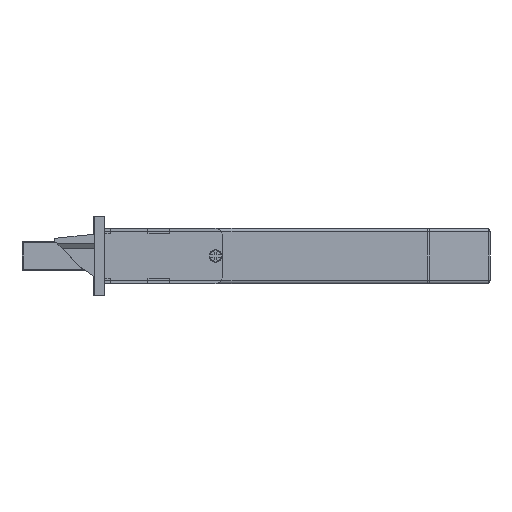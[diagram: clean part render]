
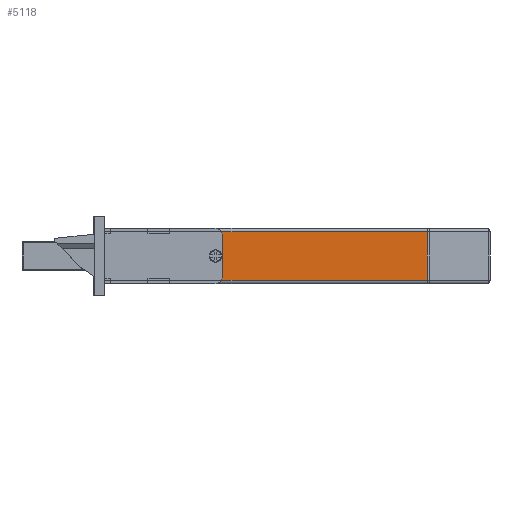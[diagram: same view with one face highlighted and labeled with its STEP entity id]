
A CAD part, front view. The second image highlights one B-rep face of the part: STEP entity #5118.
In plain terms, the highlighted planar face has unit normal (0, -1, 0).
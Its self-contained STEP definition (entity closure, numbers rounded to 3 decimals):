
#15 = EDGE_CURVE ( 'NONE', #6253, #1070, #5638, .T. ) ;
#228 = DIRECTION ( 'NONE',  ( 0., 0., 1. ) ) ;
#317 = FACE_BOUND ( 'NONE', #2323, .T. ) ;
#369 = DIRECTION ( 'NONE',  ( 1., 0., 0. ) ) ;
#617 = VECTOR ( 'NONE', #6632, 1000. ) ;
#931 = AXIS2_PLACEMENT_3D ( 'NONE', #6932, #10097, #4411 ) ;
#972 = ORIENTED_EDGE ( 'NONE', *, *, #7266, .T. ) ;
#987 = DIRECTION ( 'NONE',  ( 0., 0., -1. ) ) ;
#1070 = VERTEX_POINT ( 'NONE', #5772 ) ;
#1185 = CARTESIAN_POINT ( 'NONE',  ( 14., -14.7, -1.75 ) ) ;
#1453 = CARTESIAN_POINT ( 'NONE',  ( 44.75, -14.7, 7.75 ) ) ;
#1656 = LINE ( 'NONE', #9711, #4099 ) ;
#1724 = VERTEX_POINT ( 'NONE', #6197 ) ;
#2108 = AXIS2_PLACEMENT_3D ( 'NONE', #1185, #8214, #369 ) ;
#2121 = PLANE ( 'NONE',  #2108 ) ;
#2323 = EDGE_LOOP ( 'NONE', ( #3658, #4924 ) ) ;
#2430 = VECTOR ( 'NONE', #228, 1000. ) ;
#2823 = CARTESIAN_POINT ( 'NONE',  ( 104., -14.7, -0.75 ) ) ;
#3163 = CARTESIAN_POINT ( 'NONE',  ( 14., -14.7, 12.75 ) ) ;
#3338 = CARTESIAN_POINT ( 'NONE',  ( 103.586, -14.7, -1.75 ) ) ;
#3658 = ORIENTED_EDGE ( 'NONE', *, *, #4981, .F. ) ;
#4099 = VECTOR ( 'NONE', #9604, 1000. ) ;
#4112 = LINE ( 'NONE', #3338, #2430 ) ;
#4411 = DIRECTION ( 'NONE',  ( 0., 0., -1. ) ) ;
#4477 = ORIENTED_EDGE ( 'NONE', *, *, #15, .T. ) ;
#4876 = CARTESIAN_POINT ( 'NONE',  ( 103.586, -14.7, 12.75 ) ) ;
#4924 = ORIENTED_EDGE ( 'NONE', *, *, #6576, .F. ) ;
#4981 = EDGE_CURVE ( 'NONE', #6151, #6638, #6554, .T. ) ;
#5039 = ORIENTED_EDGE ( 'NONE', *, *, #5514, .F. ) ;
#5118 = ADVANCED_FACE ( 'NONE', ( #317, #5855 ), #2121, .T. ) ;
#5514 = EDGE_CURVE ( 'NONE', #7350, #1070, #1656, .T. ) ;
#5638 = LINE ( 'NONE', #3163, #7308 ) ;
#5701 = DIRECTION ( 'NONE',  ( 0., -1., 0. ) ) ;
#5772 = CARTESIAN_POINT ( 'NONE',  ( 14., -14.7, 12.75 ) ) ;
#5855 = FACE_OUTER_BOUND ( 'NONE', #6850, .T. ) ;
#6151 = VERTEX_POINT ( 'NONE', #8393 ) ;
#6197 = CARTESIAN_POINT ( 'NONE',  ( 103.586, -14.7, -0.75 ) ) ;
#6253 = VERTEX_POINT ( 'NONE', #4876 ) ;
#6400 = DIRECTION ( 'NONE',  ( -1., 0., 0. ) ) ;
#6425 = EDGE_CURVE ( 'NONE', #7350, #1724, #8128, .T. ) ;
#6554 = CIRCLE ( 'NONE', #7867, 1.75 ) ;
#6576 = EDGE_CURVE ( 'NONE', #6638, #6151, #7028, .T. ) ;
#6632 = DIRECTION ( 'NONE',  ( 1., 0., 0. ) ) ;
#6638 = VERTEX_POINT ( 'NONE', #1453 ) ;
#6850 = EDGE_LOOP ( 'NONE', ( #5039, #9629, #972, #4477 ) ) ;
#6932 = CARTESIAN_POINT ( 'NONE',  ( 44.75, -14.7, 6. ) ) ;
#7028 = CIRCLE ( 'NONE', #931, 1.75 ) ;
#7266 = EDGE_CURVE ( 'NONE', #1724, #6253, #4112, .T. ) ;
#7308 = VECTOR ( 'NONE', #6400, 1000. ) ;
#7350 = VERTEX_POINT ( 'NONE', #9677 ) ;
#7867 = AXIS2_PLACEMENT_3D ( 'NONE', #8734, #5701, #987 ) ;
#8128 = LINE ( 'NONE', #2823, #617 ) ;
#8214 = DIRECTION ( 'NONE',  ( 0., -1., 0. ) ) ;
#8393 = CARTESIAN_POINT ( 'NONE',  ( 44.75, -14.7, 4.25 ) ) ;
#8734 = CARTESIAN_POINT ( 'NONE',  ( 44.75, -14.7, 6. ) ) ;
#9604 = DIRECTION ( 'NONE',  ( 0., 0., 1. ) ) ;
#9629 = ORIENTED_EDGE ( 'NONE', *, *, #6425, .T. ) ;
#9677 = CARTESIAN_POINT ( 'NONE',  ( 14., -14.7, -0.75 ) ) ;
#9711 = CARTESIAN_POINT ( 'NONE',  ( 14., -14.7, -1.75 ) ) ;
#10097 = DIRECTION ( 'NONE',  ( 0., -1., 0. ) ) ;
